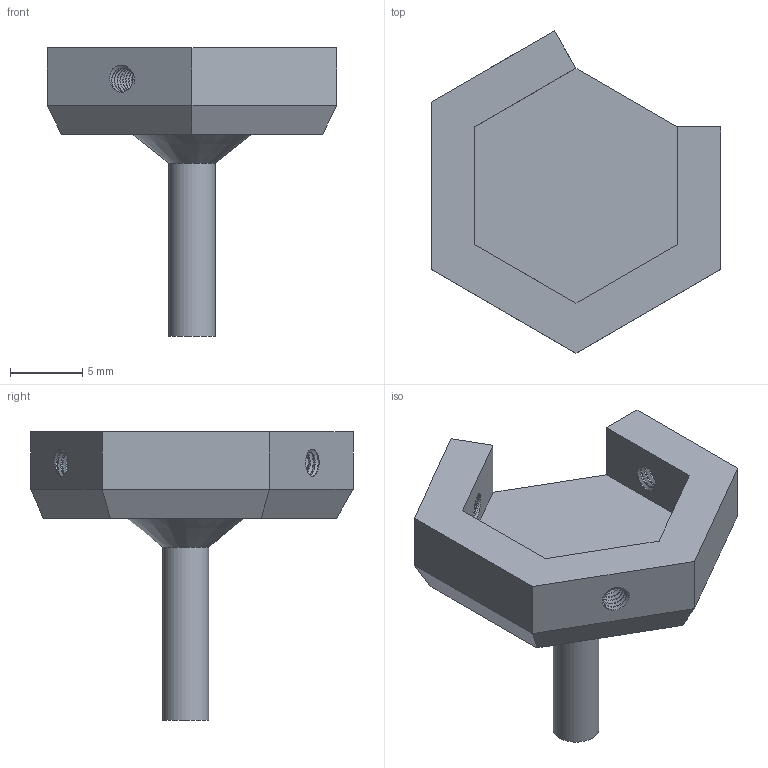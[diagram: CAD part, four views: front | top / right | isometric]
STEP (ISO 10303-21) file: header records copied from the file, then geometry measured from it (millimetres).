
FILE_DESCRIPTION(/* description */ (''),/* implementation_level */ '2;1');
FILE_NAME(/* name */ 'Holder v12.step',/* time_stamp */ '2023-11-07T17:02:07+01:00',/* author */ (''),/* organization */ (''),/* preprocessor_version */ 'ST-DEVELOPER v20',/* originating_system */ 'Autodesk Translation Framework v12.14.0.127',/* authorisation */ '');
FILE_SCHEMA (('AUTOMOTIVE_DESIGN { 1 0 10303 214 3 1 1 }'));
Length unit declared in the file: millimetre
Products named in the file (1): Holder
Bounding box: 20.1 x 22.34 x 20 mm (x, y, z)
Volume: 1274.7 mm3; surface area: 1326.9 mm2
Topology: 1 solids, 1 shells, 81 faces, 227 edges, 149 vertices
Faces by surface type: cylinder 52, plane 22, bspline 6, cone 1
Full cylindrical faces by diameter (mm): 1.663 x10, 2.074 x13, 3.2 x1
Entity records: 6533 total; most frequent: CARTESIAN_POINT 4632, ORIENTED_EDGE 454, DIRECTION 280, EDGE_CURVE 227, VERTEX_POINT 149, B_SPLINE_CURVE_WITH_KNOTS 114, LINE 98, VECTOR 98
